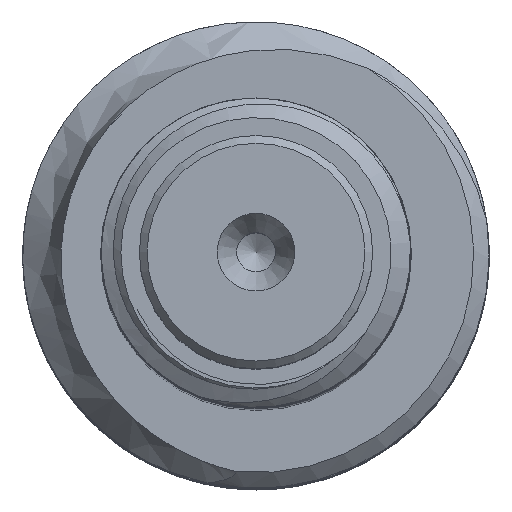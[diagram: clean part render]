
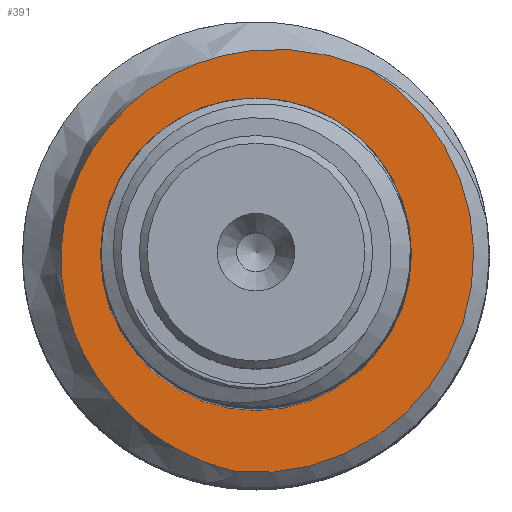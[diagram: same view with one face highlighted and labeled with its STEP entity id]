
A CAD part, top view. The second image highlights one B-rep face of the part: STEP entity #391.
In plain terms, the highlighted planar face has unit normal (0, 0, 1).
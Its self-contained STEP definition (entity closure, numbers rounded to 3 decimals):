
#42=PLANE('',#413);
#47=CIRCLE('',#414,5.6);
#48=CIRCLE('',#415,4.);
#94=VERTEX_POINT('',#3450);
#95=VERTEX_POINT('',#3477);
#97=VERTEX_POINT('',#4549);
#137=B_SPLINE_CURVE_WITH_KNOTS('',3,(#3451,#3452,#3453,#3454,#3455,#3456,
#3457,#3458,#3459,#3460,#3461,#3462,#3463,#3464,#3465,#3466,#3467,#3468,
#3469,#3470,#3471,#3472,#3473,#3474,#3475,#3476),.UNSPECIFIED.,.F.,.U.,
(4,2,2,2,2,2,2,2,2,2,2,2,4),(0.,0.133,0.227,0.334,
0.468,0.595,0.719,0.84,
0.96,1.08,1.202,1.311,1.409),
 .UNSPECIFIED.);
#168=EDGE_CURVE('',#95,#94,#137,.T.);
#174=EDGE_CURVE('',#95,#94,#47,.T.);
#175=EDGE_CURVE('',#97,#97,#48,.T.);
#250=ORIENTED_EDGE('',*,*,#168,.T.);
#251=ORIENTED_EDGE('',*,*,#174,.F.);
#252=ORIENTED_EDGE('',*,*,#175,.F.);
#318=EDGE_LOOP('',(#250,#251));
#319=EDGE_LOOP('',(#252));
#354=FACE_BOUND('',#318,.T.);
#355=FACE_BOUND('',#319,.T.);
#391=ADVANCED_FACE('',(#354,#355),#42,.T.);
#413=AXIS2_PLACEMENT_3D('',#4546,#452,$);
#414=AXIS2_PLACEMENT_3D('',#4547,#453,#454);
#415=AXIS2_PLACEMENT_3D('',#4548,#455,#456);
#452=DIRECTION('',(0.,0.,1.));
#453=DIRECTION('',(0.,0.,-1.));
#454=DIRECTION('',(0.,-5.6,0.));
#455=DIRECTION('',(0.,0.,1.));
#456=DIRECTION('',(0.,4.,0.));
#3450=CARTESIAN_POINT('',(-0.504,-5.577,-41.));
#3451=CARTESIAN_POINT('',(6.1,2.409,-41.));
#3452=CARTESIAN_POINT('',(5.763,2.695,-41.));
#3453=CARTESIAN_POINT('',(5.333,3.176,-41.));
#3454=CARTESIAN_POINT('',(4.303,4.023,-41.));
#3455=CARTESIAN_POINT('',(3.857,4.325,-41.));
#3456=CARTESIAN_POINT('',(2.814,4.863,-41.));
#3457=CARTESIAN_POINT('',(2.226,5.07,-41.));
#3458=CARTESIAN_POINT('',(0.851,5.329,-41.));
#3459=CARTESIAN_POINT('',(0.073,5.326,-41.));
#3460=CARTESIAN_POINT('',(-1.403,5.015,-41.));
#3461=CARTESIAN_POINT('',(-2.085,4.725,-41.));
#3462=CARTESIAN_POINT('',(-3.281,3.901,-41.));
#3463=CARTESIAN_POINT('',(-3.785,3.381,-41.));
#3464=CARTESIAN_POINT('',(-4.549,2.189,-41.));
#3465=CARTESIAN_POINT('',(-4.807,1.533,-41.));
#3466=CARTESIAN_POINT('',(-5.055,0.163,-41.));
#3467=CARTESIAN_POINT('',(-5.044,-0.535,-41.));
#3468=CARTESIAN_POINT('',(-4.759,-1.895,-41.));
#3469=CARTESIAN_POINT('',(-4.486,-2.542,-41.));
#3470=CARTESIAN_POINT('',(-3.707,-3.713,-41.));
#3471=CARTESIAN_POINT('',(-3.206,-4.222,-41.));
#3472=CARTESIAN_POINT('',(-2.11,-4.992,-41.));
#3473=CARTESIAN_POINT('',(-1.542,-5.268,-41.));
#3474=CARTESIAN_POINT('',(-0.399,-5.627,-41.));
#3475=CARTESIAN_POINT('',(0.158,-5.723,-41.));
#3476=CARTESIAN_POINT('',(0.727,-5.754,-41.));
#3477=CARTESIAN_POINT('',(2.871,4.808,-41.));
#4546=CARTESIAN_POINT('',(0.,5.,-41.));
#4547=CARTESIAN_POINT('',(0.,0.,-41.));
#4548=CARTESIAN_POINT('',(0.,0.,-41.));
#4549=CARTESIAN_POINT('',(0.,4.,-41.));
